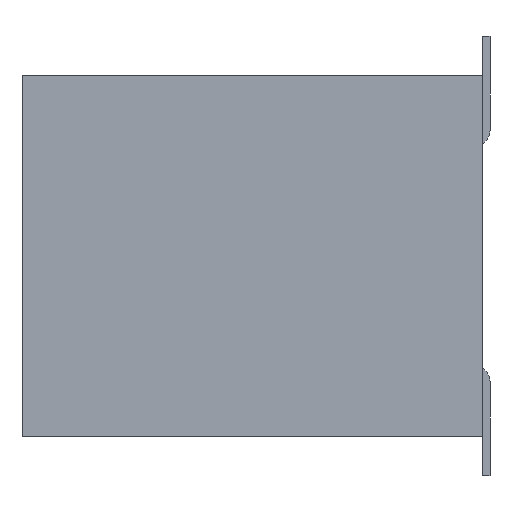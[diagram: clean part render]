
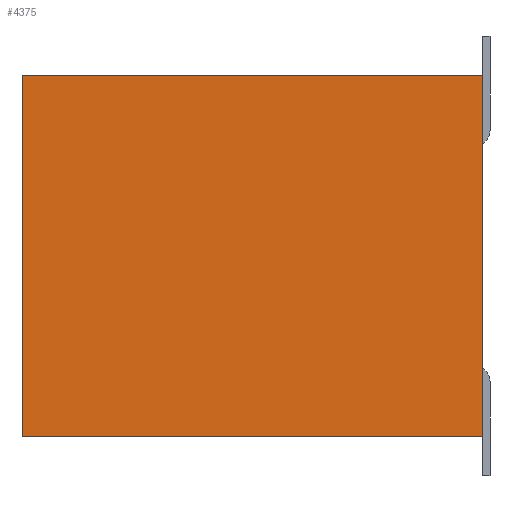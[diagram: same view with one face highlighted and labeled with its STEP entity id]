
A CAD part, left-side view. The second image highlights one B-rep face of the part: STEP entity #4375.
In plain terms, the highlighted planar face has unit normal (-1, 0, 0).
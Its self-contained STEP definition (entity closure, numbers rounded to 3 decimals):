
#188 = PLANE ( 'NONE',  #5425 ) ;
#1212 = LINE ( 'NONE', #23928, #9696 ) ;
#1639 = CARTESIAN_POINT ( 'NONE',  ( -7.27, 8.89, -3.493 ) ) ;
#2053 = CARTESIAN_POINT ( 'NONE',  ( -7.27, 8.89, -3.493 ) ) ;
#2892 = DIRECTION ( 'NONE',  ( 0., 0., 1. ) ) ;
#3431 = DIRECTION ( 'NONE',  ( 0., 0., 1. ) ) ;
#3951 = VERTEX_POINT ( 'NONE', #5107 ) ;
#4375 = ADVANCED_FACE ( 'NONE', ( #5793 ), #188, .F. ) ;
#5107 = CARTESIAN_POINT ( 'NONE',  ( -7.27, 0., -3.493 ) ) ;
#5231 = DIRECTION ( 'NONE',  ( 0., -1., 0. ) ) ;
#5425 = AXIS2_PLACEMENT_3D ( 'NONE', #2053, #24133, #11368 ) ;
#5465 = ORIENTED_EDGE ( 'NONE', *, *, #9099, .T. ) ;
#5793 = FACE_OUTER_BOUND ( 'NONE', #7852, .T. ) ;
#6052 = DIRECTION ( 'NONE',  ( 0., -1., 0. ) ) ;
#6381 = LINE ( 'NONE', #19127, #11324 ) ;
#7550 = EDGE_CURVE ( 'NONE', #3951, #9668, #13083, .T. ) ;
#7852 = EDGE_LOOP ( 'NONE', ( #15640, #10985, #17281, #5465 ) ) ;
#9099 = EDGE_CURVE ( 'NONE', #12177, #3951, #6381, .T. ) ;
#9668 = VERTEX_POINT ( 'NONE', #11695 ) ;
#9696 = VECTOR ( 'NONE', #5231, 1000. ) ;
#10584 = VERTEX_POINT ( 'NONE', #19581 ) ;
#10985 = ORIENTED_EDGE ( 'NONE', *, *, #18861, .F. ) ;
#11324 = VECTOR ( 'NONE', #6052, 1000. ) ;
#11368 = DIRECTION ( 'NONE',  ( 0., 0., -1. ) ) ;
#11695 = CARTESIAN_POINT ( 'NONE',  ( -7.27, 0., 3.493 ) ) ;
#12177 = VERTEX_POINT ( 'NONE', #12285 ) ;
#12285 = CARTESIAN_POINT ( 'NONE',  ( -7.27, 8.89, -3.493 ) ) ;
#13083 = LINE ( 'NONE', #13923, #22110 ) ;
#13923 = CARTESIAN_POINT ( 'NONE',  ( -7.27, 0., -3.493 ) ) ;
#15640 = ORIENTED_EDGE ( 'NONE', *, *, #7550, .T. ) ;
#15734 = VECTOR ( 'NONE', #3431, 1000. ) ;
#16481 = EDGE_CURVE ( 'NONE', #12177, #10584, #16583, .T. ) ;
#16583 = LINE ( 'NONE', #1639, #15734 ) ;
#17281 = ORIENTED_EDGE ( 'NONE', *, *, #16481, .F. ) ;
#18861 = EDGE_CURVE ( 'NONE', #10584, #9668, #1212, .T. ) ;
#19127 = CARTESIAN_POINT ( 'NONE',  ( -7.27, 8.89, -3.493 ) ) ;
#19581 = CARTESIAN_POINT ( 'NONE',  ( -7.27, 8.89, 3.493 ) ) ;
#22110 = VECTOR ( 'NONE', #2892, 1000. ) ;
#23928 = CARTESIAN_POINT ( 'NONE',  ( -7.27, 8.89, 3.493 ) ) ;
#24133 = DIRECTION ( 'NONE',  ( 1., 0., 0. ) ) ;
